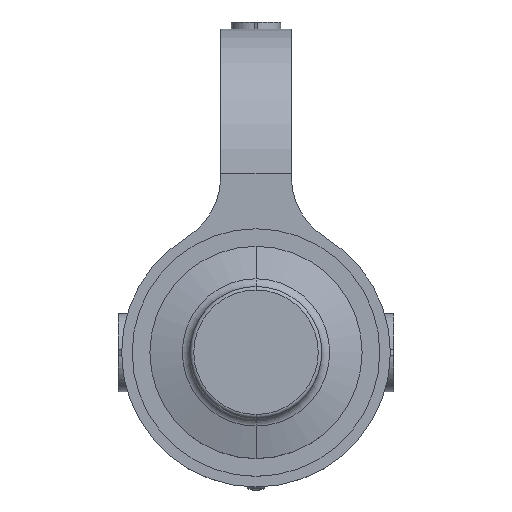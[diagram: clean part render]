
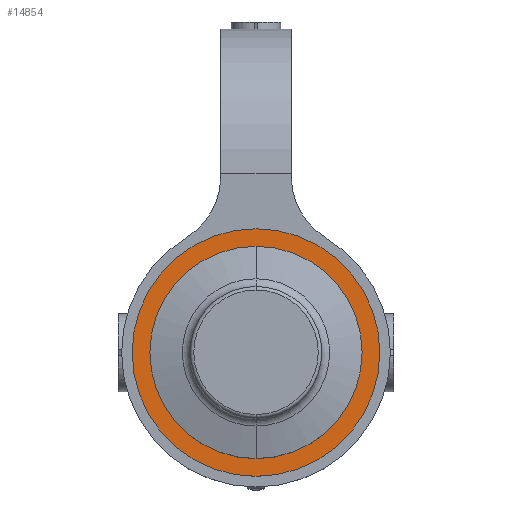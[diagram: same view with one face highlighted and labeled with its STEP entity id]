
A CAD part, top view. The second image highlights one B-rep face of the part: STEP entity #14854.
In plain terms, the highlighted planar face has unit normal (0, 0, 1).
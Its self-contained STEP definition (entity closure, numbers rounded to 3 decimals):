
#345 = CARTESIAN_POINT ( 'NONE',  ( 0., 0., -8.5 ) ) ;
#376 = EDGE_CURVE ( 'NONE', #2488, #15803, #9193, .T. ) ;
#1134 = DIRECTION ( 'NONE',  ( 0., 0., 1. ) ) ;
#1696 = EDGE_CURVE ( 'NONE', #8051, #8054, #7037, .T. ) ;
#2444 = DIRECTION ( 'NONE',  ( 0., -1., 0. ) ) ;
#2488 = VERTEX_POINT ( 'NONE', #19204 ) ;
#3360 = DIRECTION ( 'NONE',  ( 0., 0., 1. ) ) ;
#3439 = CARTESIAN_POINT ( 'NONE',  ( 0., 0., -8.5 ) ) ;
#4481 = AXIS2_PLACEMENT_3D ( 'NONE', #3439, #3360, #17860 ) ;
#4637 = DIRECTION ( 'NONE',  ( 0., 0., 1. ) ) ;
#4753 = AXIS2_PLACEMENT_3D ( 'NONE', #345, #18845, #2444 ) ;
#5286 = AXIS2_PLACEMENT_3D ( 'NONE', #10191, #4637, #8439 ) ;
#5841 = ORIENTED_EDGE ( 'NONE', *, *, #9478, .F. ) ;
#6531 = FACE_OUTER_BOUND ( 'NONE', #7842, .T. ) ;
#6656 = DIRECTION ( 'NONE',  ( 0., -1., 0. ) ) ;
#6738 = ORIENTED_EDGE ( 'NONE', *, *, #18126, .T. ) ;
#7037 = CIRCLE ( 'NONE', #4481, 17.5 ) ;
#7842 = EDGE_LOOP ( 'NONE', ( #9688, #6738 ) ) ;
#8051 = VERTEX_POINT ( 'NONE', #10734 ) ;
#8054 = VERTEX_POINT ( 'NONE', #16093 ) ;
#8439 = DIRECTION ( 'NONE',  ( 0., -1., 0. ) ) ;
#8690 = CARTESIAN_POINT ( 'NONE',  ( -17.5, 0., -8.5 ) ) ;
#9140 = FACE_BOUND ( 'NONE', #13629, .T. ) ;
#9193 = CIRCLE ( 'NONE', #4753, 14.2 ) ;
#9204 = DIRECTION ( 'NONE',  ( 0., 0., 1. ) ) ;
#9478 = EDGE_CURVE ( 'NONE', #15803, #2488, #20973, .T. ) ;
#9688 = ORIENTED_EDGE ( 'NONE', *, *, #1696, .T. ) ;
#10191 = CARTESIAN_POINT ( 'NONE',  ( 0., 0., -8.5 ) ) ;
#10734 = CARTESIAN_POINT ( 'NONE',  ( 0., -17.5, -8.5 ) ) ;
#12122 = PLANE ( 'NONE',  #22770 ) ;
#13629 = EDGE_LOOP ( 'NONE', ( #22191, #5841 ) ) ;
#14854 = ADVANCED_FACE ( 'NONE', ( #6531, #9140 ), #12122, .T. ) ;
#15803 = VERTEX_POINT ( 'NONE', #20672 ) ;
#15844 = CIRCLE ( 'NONE', #5286, 17.5 ) ;
#16093 = CARTESIAN_POINT ( 'NONE',  ( 0., 17.5, -8.5 ) ) ;
#16382 = CARTESIAN_POINT ( 'NONE',  ( 0., 0., -8.5 ) ) ;
#16461 = DIRECTION ( 'NONE',  ( 0., -1., 0. ) ) ;
#17860 = DIRECTION ( 'NONE',  ( 0., -1., 0. ) ) ;
#18126 = EDGE_CURVE ( 'NONE', #8054, #8051, #15844, .T. ) ;
#18845 = DIRECTION ( 'NONE',  ( 0., 0., 1. ) ) ;
#19204 = CARTESIAN_POINT ( 'NONE',  ( 0., -14.2, -8.5 ) ) ;
#20672 = CARTESIAN_POINT ( 'NONE',  ( 0., 14.2, -8.5 ) ) ;
#20973 = CIRCLE ( 'NONE', #21126, 14.2 ) ;
#21126 = AXIS2_PLACEMENT_3D ( 'NONE', #16382, #9204, #16461 ) ;
#22191 = ORIENTED_EDGE ( 'NONE', *, *, #376, .F. ) ;
#22770 = AXIS2_PLACEMENT_3D ( 'NONE', #8690, #1134, #6656 ) ;
